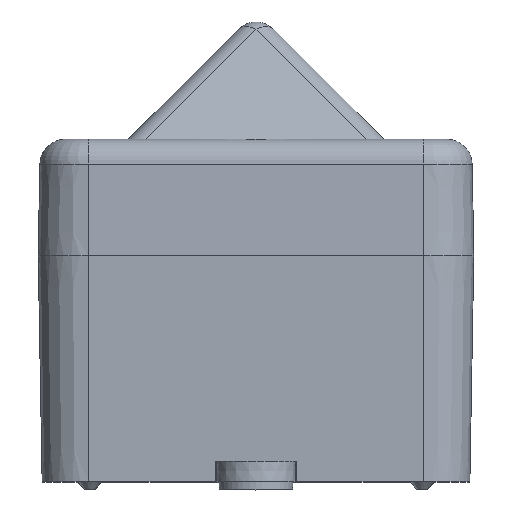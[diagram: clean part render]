
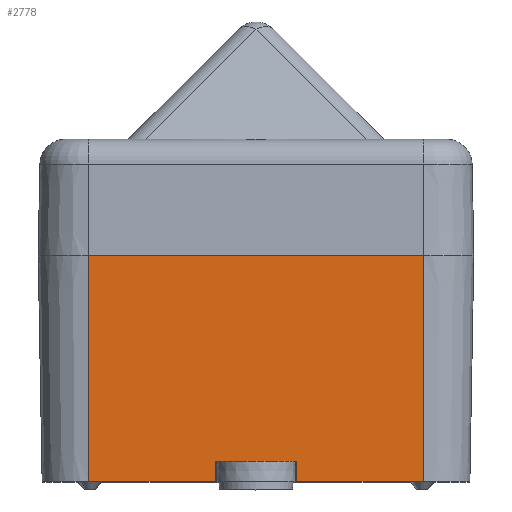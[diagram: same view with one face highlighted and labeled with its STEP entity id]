
A CAD part, top view. The second image highlights one B-rep face of the part: STEP entity #2778.
In plain terms, the highlighted face is planar.
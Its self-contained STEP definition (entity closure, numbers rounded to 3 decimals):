
#312 = LINE ( 'NONE', #7598, #13241 ) ;
#729 = LINE ( 'NONE', #5228, #10371 ) ;
#808 = EDGE_CURVE ( 'NONE', #9041, #16047, #5898, .T. ) ;
#1042 = EDGE_CURVE ( 'NONE', #13091, #13496, #13530, .T. ) ;
#1125 = VERTEX_POINT ( 'NONE', #1423 ) ;
#1423 = CARTESIAN_POINT ( 'NONE',  ( -33.2, -42.416, -44.9 ) ) ;
#1457 = CARTESIAN_POINT ( 'NONE',  ( 33.2, -43.2, 0. ) ) ;
#1915 = ORIENTED_EDGE ( 'NONE', *, *, #1042, .F. ) ;
#2181 = VECTOR ( 'NONE', #11286, 1000. ) ;
#2283 = AXIS2_PLACEMENT_3D ( 'NONE', #2481, #11257, #3737 ) ;
#2413 = CARTESIAN_POINT ( 'NONE',  ( 8.05, -42.416, -44.9 ) ) ;
#2481 = CARTESIAN_POINT ( 'NONE',  ( -33.2, -43.2, 0. ) ) ;
#2778 = ADVANCED_FACE ( 'NONE', ( #15423 ), #16153, .T. ) ;
#3110 = ORIENTED_EDGE ( 'NONE', *, *, #10617, .F. ) ;
#3163 = CARTESIAN_POINT ( 'NONE',  ( 7.98, -42.486, -40.9 ) ) ;
#3511 = ORIENTED_EDGE ( 'NONE', *, *, #808, .T. ) ;
#3737 = DIRECTION ( 'NONE',  ( 0., 0.017, -1. ) ) ;
#3940 = VECTOR ( 'NONE', #15170, 1000. ) ;
#4071 = ORIENTED_EDGE ( 'NONE', *, *, #4955, .T. ) ;
#4477 = VECTOR ( 'NONE', #6414, 1000. ) ;
#4599 = CARTESIAN_POINT ( 'NONE',  ( -7.98, -42.486, -40.9 ) ) ;
#4715 = CARTESIAN_POINT ( 'NONE',  ( -33.2, -43.2, 0. ) ) ;
#4724 = CARTESIAN_POINT ( 'NONE',  ( -33.2, -43.2, 0. ) ) ;
#4781 = DIRECTION ( 'NONE',  ( 0., -0.017, 1. ) ) ;
#4888 = EDGE_CURVE ( 'NONE', #1125, #16046, #11142, .T. ) ;
#4955 = EDGE_CURVE ( 'NONE', #16047, #6509, #729, .T. ) ;
#5228 = CARTESIAN_POINT ( 'NONE',  ( 7.254, -43.212, 0.706 ) ) ;
#5562 = EDGE_CURVE ( 'NONE', #16046, #9041, #11129, .T. ) ;
#5898 = LINE ( 'NONE', #11158, #2181 ) ;
#6191 = LINE ( 'NONE', #11934, #12482 ) ;
#6414 = DIRECTION ( 'NONE',  ( 1., 0., 0. ) ) ;
#6509 = VERTEX_POINT ( 'NONE', #2413 ) ;
#6621 = CARTESIAN_POINT ( 'NONE',  ( -7.274, -43.192, -0.452 ) ) ;
#7598 = CARTESIAN_POINT ( 'NONE',  ( -33.2, -42.416, -44.9 ) ) ;
#7698 = CARTESIAN_POINT ( 'NONE',  ( 33.2, -42.416, -44.9 ) ) ;
#8577 = ORIENTED_EDGE ( 'NONE', *, *, #5562, .T. ) ;
#8862 = DIRECTION ( 'NONE',  ( 1., 0., 0. ) ) ;
#9041 = VERTEX_POINT ( 'NONE', #4599 ) ;
#9553 = EDGE_LOOP ( 'NONE', ( #3511, #4071, #11541, #12337, #1915, #3110, #12730, #8577 ) ) ;
#10371 = VECTOR ( 'NONE', #15199, 1000. ) ;
#10548 = LINE ( 'NONE', #4724, #10935 ) ;
#10617 = EDGE_CURVE ( 'NONE', #1125, #13091, #10548, .T. ) ;
#10675 = CARTESIAN_POINT ( 'NONE',  ( -8.05, -42.416, -44.9 ) ) ;
#10935 = VECTOR ( 'NONE', #4781, 1000. ) ;
#11129 = LINE ( 'NONE', #6621, #14031 ) ;
#11142 = LINE ( 'NONE', #12677, #4477 ) ;
#11158 = CARTESIAN_POINT ( 'NONE',  ( -33.2, -42.486, -40.9 ) ) ;
#11257 = DIRECTION ( 'NONE',  ( 0., -1., -0.017 ) ) ;
#11286 = DIRECTION ( 'NONE',  ( 1., 0., 0. ) ) ;
#11541 = ORIENTED_EDGE ( 'NONE', *, *, #14570, .T. ) ;
#11885 = DIRECTION ( 'NONE',  ( 0., -0.017, 1. ) ) ;
#11934 = CARTESIAN_POINT ( 'NONE',  ( 33.2, -43.2, 0. ) ) ;
#12337 = ORIENTED_EDGE ( 'NONE', *, *, #12811, .T. ) ;
#12482 = VECTOR ( 'NONE', #11885, 1000. ) ;
#12640 = VERTEX_POINT ( 'NONE', #7698 ) ;
#12677 = CARTESIAN_POINT ( 'NONE',  ( -33.2, -42.416, -44.9 ) ) ;
#12730 = ORIENTED_EDGE ( 'NONE', *, *, #4888, .T. ) ;
#12811 = EDGE_CURVE ( 'NONE', #12640, #13496, #6191, .T. ) ;
#13091 = VERTEX_POINT ( 'NONE', #4715 ) ;
#13241 = VECTOR ( 'NONE', #8862, 1000. ) ;
#13496 = VERTEX_POINT ( 'NONE', #1457 ) ;
#13530 = LINE ( 'NONE', #15007, #3940 ) ;
#14031 = VECTOR ( 'NONE', #15347, 1000. ) ;
#14570 = EDGE_CURVE ( 'NONE', #6509, #12640, #312, .T. ) ;
#15007 = CARTESIAN_POINT ( 'NONE',  ( -33.2, -43.2, 0. ) ) ;
#15170 = DIRECTION ( 'NONE',  ( 1., 0., 0. ) ) ;
#15199 = DIRECTION ( 'NONE',  ( 0.017, 0.017, -1. ) ) ;
#15347 = DIRECTION ( 'NONE',  ( 0.017, -0.017, 1. ) ) ;
#15423 = FACE_OUTER_BOUND ( 'NONE', #9553, .T. ) ;
#16046 = VERTEX_POINT ( 'NONE', #10675 ) ;
#16047 = VERTEX_POINT ( 'NONE', #3163 ) ;
#16153 = PLANE ( 'NONE',  #2283 ) ;
